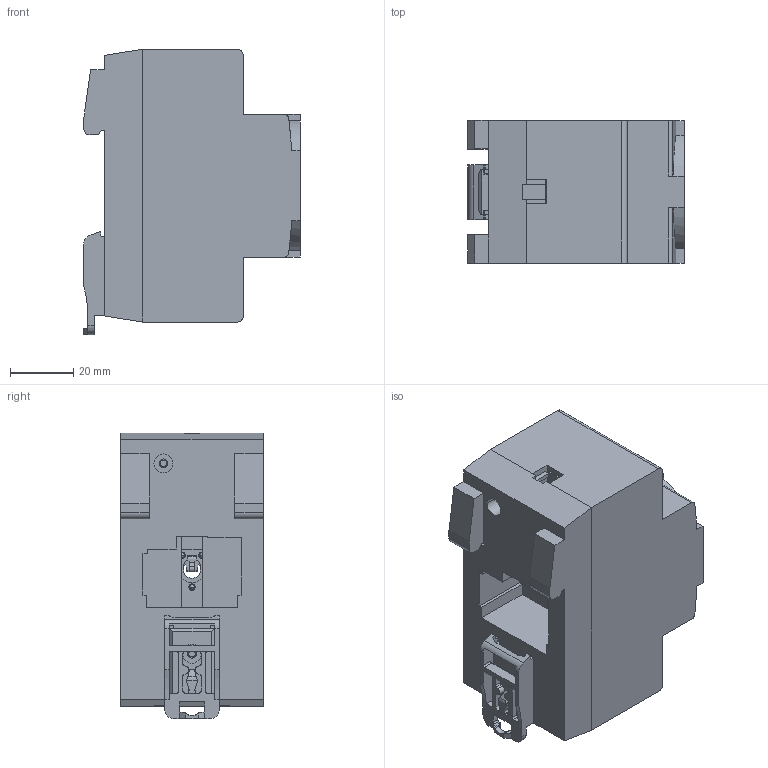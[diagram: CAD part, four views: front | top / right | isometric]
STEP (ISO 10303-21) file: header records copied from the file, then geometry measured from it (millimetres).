
FILE_DESCRIPTION(/* description */ (''),/* implementation_level */ '2;1');
FILE_NAME(/* name */ '3d_P1X7.stp',/* time_stamp */ '2023-06-06T08:34:25+02:00',/* author */ (''),/* organization */ (''),/* preprocessor_version */ 'ST-DEVELOPER v16.7',/* originating_system */ 'SIEMENS PLM Software NX 12.0',/* authorisation */ '');
FILE_SCHEMA (('AUTOMOTIVE_DESIGN { 1 0 10303 214 3 1 1 1 }'));
Length unit declared in the file: millimetre
Products named in the file (1): RuggB7A873C3tjfj
Bounding box: 68.3 x 45 x 90 mm (x, y, z)
Surface area: 39016.6 mm2 (no closed solid volume)
Topology: 0 solids, 30 shells, 638 faces, 2329 edges, 1681 vertices
Faces by surface type: plane 356, cylinder 236, torus 18, bspline 12, sphere 10, cone 6
Entity records: 28255 total; most frequent: CARTESIAN_POINT 8950, ORIENTED_EDGE 3876, DIRECTION 3769, EDGE_CURVE 2311, VERTEX_POINT 1674, LINE 1491, VECTOR 1491, AXIS2_PLACEMENT_3D 1139
